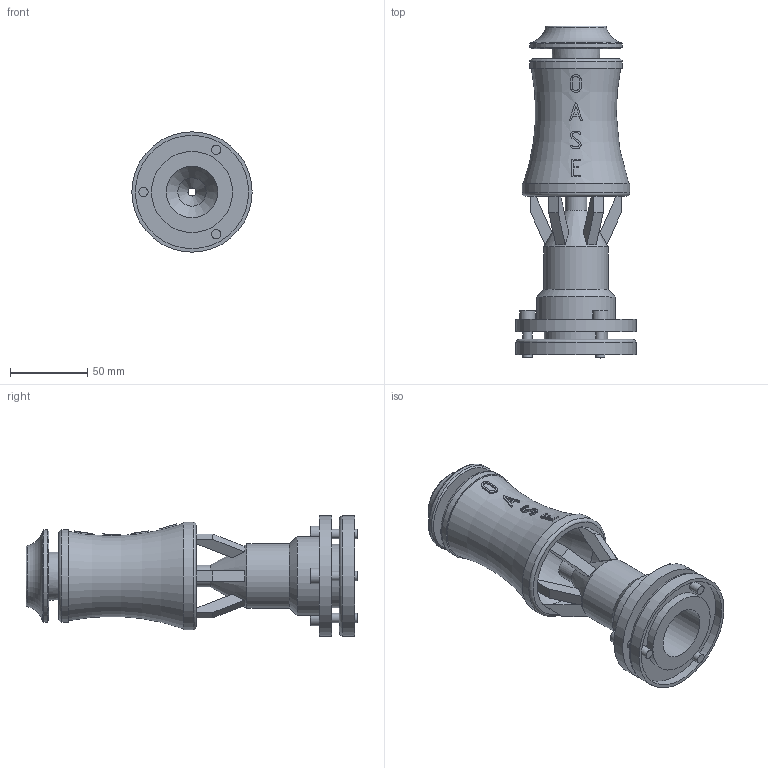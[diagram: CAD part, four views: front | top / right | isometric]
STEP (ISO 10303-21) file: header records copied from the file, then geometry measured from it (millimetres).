
FILE_DESCRIPTION(/* description */ (''),/* implementation_level */ '2;1');
FILE_NAME(/* name */ '50991_Geiser 20T.stp',/* time_stamp */ '2014-04-23T10:01:44+02:00',/* author */ ('guzb562'),/* organization */ (''),/* preprocessor_version */ 'ST-DEVELOPER v15.2',/* originating_system */ 'Autodesk Inventor 2014',/* authorisation */ '');
FILE_SCHEMA (('AUTOMOTIVE_DESIGN { 1 0 10303 214 3 1 1 }'));
Length unit declared in the file: millimetre
Products named in the file (1): 50991_Geiser 20T
Bounding box: 78 x 215.31 x 78 mm (x, y, z)
Volume: 234558.1 mm3; surface area: 91109 mm2
Topology: 2 solids, 2 shells, 188 faces, 450 edges, 290 vertices
Faces by surface type: plane 110, cylinder 50, torus 18, cone 10
Full cylindrical faces by diameter (mm): 5.206 x1, 6 x6, 10 x3, 14 x1, 18.339 x1, 33 x1, 33.7 x1, 41 x1, 42 x1, 51 x1, 52.5 x1, 60 x2, 70 x1, 73.5 x1, 78 x2
Entity records: 6402 total; most frequent: CARTESIAN_POINT 2162, DIRECTION 821, ORIENTED_EDGE 814, EDGE_CURVE 401, AXIS2_PLACEMENT_3D 303, VERTEX_POINT 288, EDGE_LOOP 275, LINE 215
